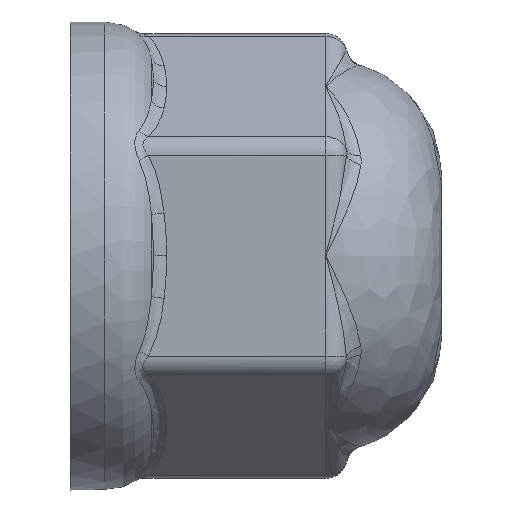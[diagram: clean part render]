
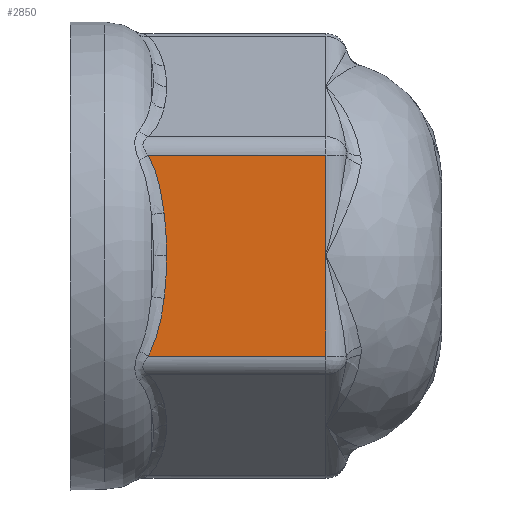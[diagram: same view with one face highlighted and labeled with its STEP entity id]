
A CAD part, top view. The second image highlights one B-rep face of the part: STEP entity #2850.
In plain terms, the highlighted planar face has unit normal (0, 0, 1).
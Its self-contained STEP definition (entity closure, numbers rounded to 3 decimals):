
#96=ELLIPSE('',#3122,46.875,37.147);
#97=ELLIPSE('',#3124,46.875,37.147);
#371=B_SPLINE_CURVE_WITH_KNOTS('',3,(#7669,#7670,#7671,#7672,#7673),
 .UNSPECIFIED.,.F.,.F.,(4,1,4),(0.,0.401,
0.703),.UNSPECIFIED.);
#372=B_SPLINE_CURVE_WITH_KNOTS('',3,(#7677,#7678,#7679,#7680,#7681),
 .UNSPECIFIED.,.F.,.F.,(4,1,4),(0.,0.301,
0.703),.UNSPECIFIED.);
#649=FACE_OUTER_BOUND('',#841,.T.);
#841=EDGE_LOOP('',(#2470,#2471,#2472,#2473,#2474,#2475,#2476));
#973=LINE('',#7482,#1077);
#981=LINE('',#7636,#1085);
#982=LINE('',#7682,#1086);
#1077=VECTOR('',#3643,10.);
#1085=VECTOR('',#3713,10.);
#1086=VECTOR('',#3724,10.);
#1286=VERTEX_POINT('',#7477);
#1287=VERTEX_POINT('',#7481);
#1308=VERTEX_POINT('',#7629);
#1309=VERTEX_POINT('',#7657);
#1312=VERTEX_POINT('',#7665);
#1313=VERTEX_POINT('',#7674);
#1314=VERTEX_POINT('',#7676);
#1668=EDGE_CURVE('',#1286,#1287,#973,.T.);
#1703=EDGE_CURVE('',#1308,#1286,#981,.T.);
#1707=EDGE_CURVE('',#1312,#1309,#96,.T.);
#1708=EDGE_CURVE('',#1309,#1308,#371,.T.);
#1709=EDGE_CURVE('',#1313,#1312,#97,.T.);
#1710=EDGE_CURVE('',#1314,#1313,#372,.T.);
#1711=EDGE_CURVE('',#1287,#1314,#982,.T.);
#2470=ORIENTED_EDGE('',*,*,#1708,.F.);
#2471=ORIENTED_EDGE('',*,*,#1707,.F.);
#2472=ORIENTED_EDGE('',*,*,#1709,.F.);
#2473=ORIENTED_EDGE('',*,*,#1710,.F.);
#2474=ORIENTED_EDGE('',*,*,#1711,.F.);
#2475=ORIENTED_EDGE('',*,*,#1668,.F.);
#2476=ORIENTED_EDGE('',*,*,#1703,.F.);
#2702=PLANE('',#3123);
#2850=ADVANCED_FACE('',(#649),#2702,.T.);
#3122=AXIS2_PLACEMENT_3D('',#7667,#3718,#3719);
#3123=AXIS2_PLACEMENT_3D('',#7668,#3720,#3721);
#3124=AXIS2_PLACEMENT_3D('',#7675,#3722,#3723);
#3643=DIRECTION('',(0.,-1.,0.));
#3713=DIRECTION('',(1.,0.,0.));
#3718=DIRECTION('center_axis',(0.,0.,1.));
#3719=DIRECTION('ref_axis',(0.662,-0.75,0.));
#3720=DIRECTION('center_axis',(0.,0.,
1.));
#3721=DIRECTION('ref_axis',(1.,0.,0.));
#3722=DIRECTION('center_axis',(0.,0.,1.));
#3723=DIRECTION('ref_axis',(-0.662,-0.75,0.));
#3724=DIRECTION('',(-1.,0.,0.));
#7477=CARTESIAN_POINT('',(29.8,11.72,22.8));
#7481=CARTESIAN_POINT('',(29.8,-11.72,22.8));
#7482=CARTESIAN_POINT('',(29.8,-5.918,22.8));
#7629=CARTESIAN_POINT('',(9.106,11.72,22.8));
#7636=CARTESIAN_POINT('',(4.,11.72,22.8));
#7657=CARTESIAN_POINT('',(10.928,4.975,22.8));
#7665=CARTESIAN_POINT('',(11.217,0.,22.8));
#7667=CARTESIAN_POINT('Origin',(-30.468,9.728,22.8));
#7668=CARTESIAN_POINT('Origin',(4.,-11.836,22.8));
#7669=CARTESIAN_POINT('Ctrl Pts',(10.928,4.975,22.8));
#7670=CARTESIAN_POINT('Ctrl Pts',(10.775,6.304,22.8));
#7671=CARTESIAN_POINT('Ctrl Pts',(10.378,8.62,22.8));
#7672=CARTESIAN_POINT('Ctrl Pts',(9.569,10.83,22.8));
#7673=CARTESIAN_POINT('Ctrl Pts',(9.106,11.72,22.8));
#7674=CARTESIAN_POINT('',(10.928,-4.975,22.8));
#7675=CARTESIAN_POINT('Origin',(-30.468,-9.728,22.8));
#7676=CARTESIAN_POINT('',(9.106,-11.72,22.8));
#7677=CARTESIAN_POINT('Ctrl Pts',(9.106,-11.72,22.8));
#7678=CARTESIAN_POINT('Ctrl Pts',(9.569,-10.83,22.8));
#7679=CARTESIAN_POINT('Ctrl Pts',(10.378,-8.62,22.8));
#7680=CARTESIAN_POINT('Ctrl Pts',(10.775,-6.304,22.8));
#7681=CARTESIAN_POINT('Ctrl Pts',(10.928,-4.975,22.8));
#7682=CARTESIAN_POINT('',(4.,-11.72,22.8));
